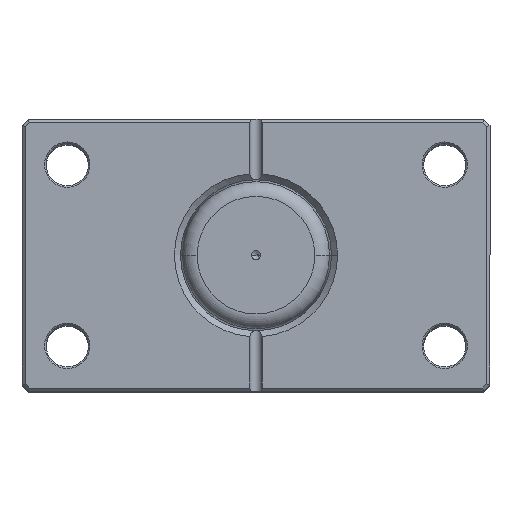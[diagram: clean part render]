
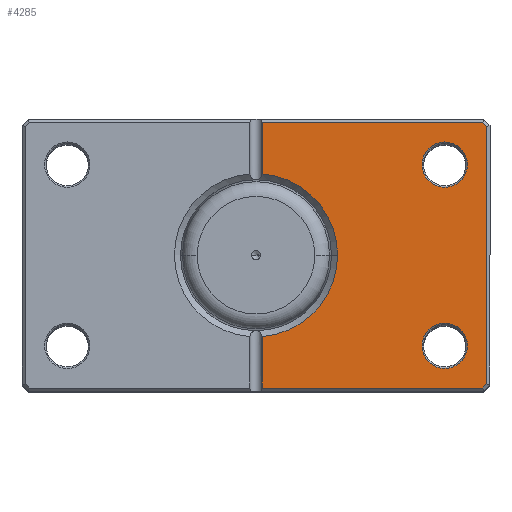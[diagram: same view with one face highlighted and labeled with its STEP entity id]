
A CAD part, top view. The second image highlights one B-rep face of the part: STEP entity #4285.
In plain terms, the highlighted face is planar.
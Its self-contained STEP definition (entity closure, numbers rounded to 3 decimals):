
#2 = CIRCLE ( 'NONE', #6109, 7.5 ) ;
#42 = DIRECTION ( 'NONE',  ( 0., -1., 0. ) ) ;
#76 = ORIENTED_EDGE ( 'NONE', *, *, #2514, .T. ) ;
#261 = VECTOR ( 'NONE', #42, 1000. ) ;
#268 = DIRECTION ( 'NONE',  ( 1., 0., 0. ) ) ;
#334 = DIRECTION ( 'NONE',  ( 1., 0., 0. ) ) ;
#382 = DIRECTION ( 'NONE',  ( 0., 0., 1. ) ) ;
#424 = DIRECTION ( 'NONE',  ( 0.707, 0.707, 0. ) ) ;
#473 = ORIENTED_EDGE ( 'NONE', *, *, #2243, .T. ) ;
#541 = CARTESIAN_POINT ( 'NONE',  ( 0., -44., 0. ) ) ;
#560 = ORIENTED_EDGE ( 'NONE', *, *, #4220, .T. ) ;
#672 = AXIS2_PLACEMENT_3D ( 'NONE', #2118, #5381, #2587 ) ;
#724 = CARTESIAN_POINT ( 'NONE',  ( 0., 44., 0. ) ) ;
#755 = ORIENTED_EDGE ( 'NONE', *, *, #2585, .T. ) ;
#849 = VERTEX_POINT ( 'NONE', #4490 ) ;
#855 = CIRCLE ( 'NONE', #4259, 27. ) ;
#1085 = VECTOR ( 'NONE', #3823, 1000. ) ;
#1154 = FACE_OUTER_BOUND ( 'NONE', #3929, .T. ) ;
#1184 = CARTESIAN_POINT ( 'NONE',  ( -62.5, 30., 0. ) ) ;
#1203 = DIRECTION ( 'NONE',  ( 1., 0., 0. ) ) ;
#1213 = ORIENTED_EDGE ( 'NONE', *, *, #5119, .T. ) ;
#1247 = VECTOR ( 'NONE', #2457, 1000. ) ;
#1251 = CARTESIAN_POINT ( 'NONE',  ( -70., 30., 0. ) ) ;
#1322 = EDGE_CURVE ( 'NONE', #1580, #2311, #855, .T. ) ;
#1406 = LINE ( 'NONE', #5226, #261 ) ;
#1435 = CARTESIAN_POINT ( 'NONE',  ( -62.5, -30., 0. ) ) ;
#1538 = CIRCLE ( 'NONE', #3772, 7.5 ) ;
#1580 = VERTEX_POINT ( 'NONE', #1927 ) ;
#1649 = VERTEX_POINT ( 'NONE', #5316 ) ;
#1662 = EDGE_CURVE ( 'NONE', #2987, #5106, #3213, .T. ) ;
#1667 = DIRECTION ( 'NONE',  ( 1., 0., 0. ) ) ;
#1704 = CARTESIAN_POINT ( 'NONE',  ( -55., -30., 0. ) ) ;
#1708 = EDGE_CURVE ( 'NONE', #3405, #1649, #5369, .T. ) ;
#1777 = CIRCLE ( 'NONE', #2636, 7.5 ) ;
#1781 = CARTESIAN_POINT ( 'NONE',  ( -70., -30., 0. ) ) ;
#1919 = DIRECTION ( 'NONE',  ( 1., 0., 0. ) ) ;
#1927 = CARTESIAN_POINT ( 'NONE',  ( -2., 26.926, 0. ) ) ;
#1951 = VECTOR ( 'NONE', #424, 1000. ) ;
#2001 = EDGE_CURVE ( 'NONE', #3002, #4678, #2, .T. ) ;
#2118 = CARTESIAN_POINT ( 'NONE',  ( 0., 0., 0. ) ) ;
#2187 = EDGE_LOOP ( 'NONE', ( #5293, #1213 ) ) ;
#2243 = EDGE_CURVE ( 'NONE', #5477, #5150, #5235, .T. ) ;
#2311 = VERTEX_POINT ( 'NONE', #6079 ) ;
#2364 = LINE ( 'NONE', #2444, #1085 ) ;
#2444 = CARTESIAN_POINT ( 'NONE',  ( -76.5, 0., 0. ) ) ;
#2457 = DIRECTION ( 'NONE',  ( -1., 0., 0. ) ) ;
#2514 = EDGE_CURVE ( 'NONE', #2311, #5503, #2526, .T. ) ;
#2526 = CIRCLE ( 'NONE', #672, 27. ) ;
#2585 = EDGE_CURVE ( 'NONE', #5106, #4821, #3646, .T. ) ;
#2587 = DIRECTION ( 'NONE',  ( 1., 0., 0. ) ) ;
#2624 = DIRECTION ( 'NONE',  ( 0., 0., 1. ) ) ;
#2636 = AXIS2_PLACEMENT_3D ( 'NONE', #5412, #2624, #5901 ) ;
#2654 = LINE ( 'NONE', #541, #1247 ) ;
#2718 = VECTOR ( 'NONE', #4919, 1000. ) ;
#2738 = ORIENTED_EDGE ( 'NONE', *, *, #5012, .T. ) ;
#2783 = EDGE_LOOP ( 'NONE', ( #473, #3843 ) ) ;
#2857 = ORIENTED_EDGE ( 'NONE', *, *, #5997, .T. ) ;
#2987 = VERTEX_POINT ( 'NONE', #5011 ) ;
#3002 = VERTEX_POINT ( 'NONE', #1251 ) ;
#3015 = ORIENTED_EDGE ( 'NONE', *, *, #1322, .T. ) ;
#3130 = DIRECTION ( 'NONE',  ( 0., 0., 1. ) ) ;
#3206 = ORIENTED_EDGE ( 'NONE', *, *, #4993, .T. ) ;
#3213 = LINE ( 'NONE', #5806, #1951 ) ;
#3228 = CARTESIAN_POINT ( 'NONE',  ( -62.5, -30., 0. ) ) ;
#3405 = VERTEX_POINT ( 'NONE', #3728 ) ;
#3485 = VECTOR ( 'NONE', #1203, 1000. ) ;
#3533 = CARTESIAN_POINT ( 'NONE',  ( -2., 45., 0. ) ) ;
#3646 = LINE ( 'NONE', #724, #3485 ) ;
#3680 = FACE_BOUND ( 'NONE', #2187, .T. ) ;
#3693 = CARTESIAN_POINT ( 'NONE',  ( -2., -26.926, 0. ) ) ;
#3698 = DIRECTION ( 'NONE',  ( 1., 0., 0. ) ) ;
#3728 = CARTESIAN_POINT ( 'NONE',  ( -75.086, -44., 0. ) ) ;
#3762 = DIRECTION ( 'NONE',  ( -0.707, 0.707, 0. ) ) ;
#3772 = AXIS2_PLACEMENT_3D ( 'NONE', #1435, #4717, #1919 ) ;
#3823 = DIRECTION ( 'NONE',  ( 0., 1., 0. ) ) ;
#3843 = ORIENTED_EDGE ( 'NONE', *, *, #5876, .T. ) ;
#3929 = EDGE_LOOP ( 'NONE', ( #3206, #3015, #76, #560, #2738, #4219, #2857, #6024, #755 ) ) ;
#4104 = AXIS2_PLACEMENT_3D ( 'NONE', #3228, #382, #3698 ) ;
#4153 = VECTOR ( 'NONE', #3762, 1000. ) ;
#4174 = AXIS2_PLACEMENT_3D ( 'NONE', #5432, #3130, #268 ) ;
#4219 = ORIENTED_EDGE ( 'NONE', *, *, #1708, .T. ) ;
#4220 = EDGE_CURVE ( 'NONE', #5503, #849, #5333, .T. ) ;
#4259 = AXIS2_PLACEMENT_3D ( 'NONE', #5520, #4994, #334 ) ;
#4285 = ADVANCED_FACE ( 'NONE', ( #5042, #3680, #1154 ), #4510, .F. ) ;
#4477 = DIRECTION ( 'NONE',  ( 0., 0., 1. ) ) ;
#4490 = CARTESIAN_POINT ( 'NONE',  ( -2., -44., 0. ) ) ;
#4510 = PLANE ( 'NONE',  #4174 ) ;
#4678 = VERTEX_POINT ( 'NONE', #5961 ) ;
#4717 = DIRECTION ( 'NONE',  ( 0., 0., 1. ) ) ;
#4821 = VERTEX_POINT ( 'NONE', #5148 ) ;
#4919 = DIRECTION ( 'NONE',  ( 0., -1., 0. ) ) ;
#4920 = CARTESIAN_POINT ( 'NONE',  ( -75.086, 44., 0. ) ) ;
#4993 = EDGE_CURVE ( 'NONE', #4821, #1580, #1406, .T. ) ;
#4994 = DIRECTION ( 'NONE',  ( 0., 0., 1. ) ) ;
#5011 = CARTESIAN_POINT ( 'NONE',  ( -76.5, 42.586, 0. ) ) ;
#5012 = EDGE_CURVE ( 'NONE', #849, #3405, #2654, .T. ) ;
#5042 = FACE_BOUND ( 'NONE', #2783, .T. ) ;
#5106 = VERTEX_POINT ( 'NONE', #4920 ) ;
#5119 = EDGE_CURVE ( 'NONE', #4678, #3002, #1777, .T. ) ;
#5148 = CARTESIAN_POINT ( 'NONE',  ( -2., 44., 0. ) ) ;
#5150 = VERTEX_POINT ( 'NONE', #1704 ) ;
#5226 = CARTESIAN_POINT ( 'NONE',  ( -2., 45., 0. ) ) ;
#5235 = CIRCLE ( 'NONE', #4104, 7.5 ) ;
#5293 = ORIENTED_EDGE ( 'NONE', *, *, #2001, .T. ) ;
#5316 = CARTESIAN_POINT ( 'NONE',  ( -76.5, -42.586, 0. ) ) ;
#5333 = LINE ( 'NONE', #3533, #2718 ) ;
#5369 = LINE ( 'NONE', #5603, #4153 ) ;
#5381 = DIRECTION ( 'NONE',  ( 0., 0., 1. ) ) ;
#5412 = CARTESIAN_POINT ( 'NONE',  ( -62.5, 30., 0. ) ) ;
#5432 = CARTESIAN_POINT ( 'NONE',  ( 0., 0., 0. ) ) ;
#5477 = VERTEX_POINT ( 'NONE', #1781 ) ;
#5503 = VERTEX_POINT ( 'NONE', #3693 ) ;
#5520 = CARTESIAN_POINT ( 'NONE',  ( 0., 0., 0. ) ) ;
#5603 = CARTESIAN_POINT ( 'NONE',  ( -59.543, -59.543, 0. ) ) ;
#5806 = CARTESIAN_POINT ( 'NONE',  ( -59.543, 59.543, 0. ) ) ;
#5876 = EDGE_CURVE ( 'NONE', #5150, #5477, #1538, .T. ) ;
#5901 = DIRECTION ( 'NONE',  ( 1., 0., 0. ) ) ;
#5961 = CARTESIAN_POINT ( 'NONE',  ( -55., 30., 0. ) ) ;
#5997 = EDGE_CURVE ( 'NONE', #1649, #2987, #2364, .T. ) ;
#6024 = ORIENTED_EDGE ( 'NONE', *, *, #1662, .T. ) ;
#6079 = CARTESIAN_POINT ( 'NONE',  ( -27., 0., 0. ) ) ;
#6109 = AXIS2_PLACEMENT_3D ( 'NONE', #1184, #4477, #1667 ) ;
